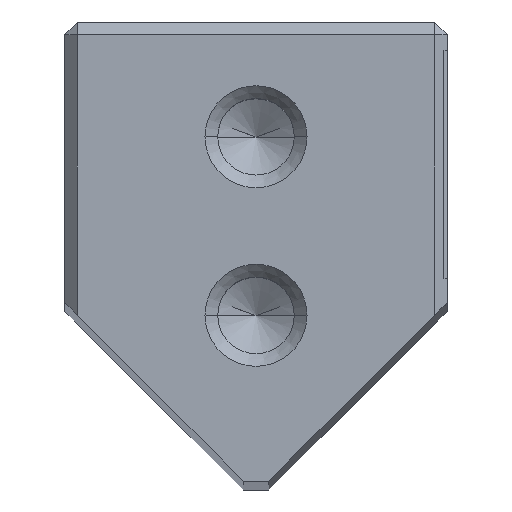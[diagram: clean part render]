
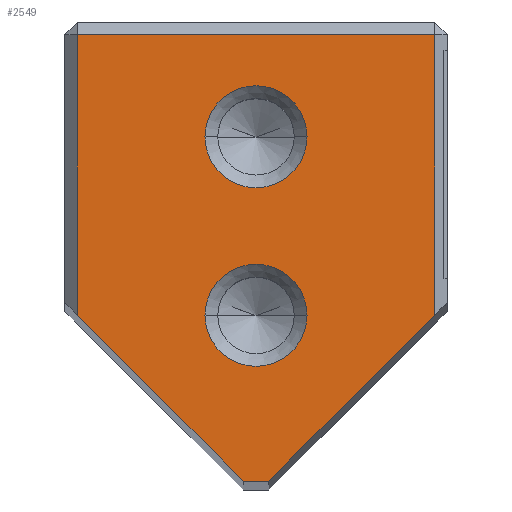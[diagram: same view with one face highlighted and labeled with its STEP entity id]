
A CAD part, top view. The second image highlights one B-rep face of the part: STEP entity #2549.
In plain terms, the highlighted planar face has unit normal (0, 0, 1).
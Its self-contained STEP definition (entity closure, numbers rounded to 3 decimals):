
#2549=ADVANCED_FACE('',(#3413,#3414,#3415),#2886,.T.);
#2886=PLANE('',#8882);
#3121=CIRCLE('',#8793,2.);
#3123=CIRCLE('',#8796,2.);
#3176=CIRCLE('',#8880,2.);
#3177=CIRCLE('',#8881,2.);
#3413=FACE_BOUND('',#3509,.T.);
#3414=FACE_BOUND('',#3510,.T.);
#3415=FACE_BOUND('',#3511,.T.);
#3509=EDGE_LOOP('',(#4301,#4302));
#3510=EDGE_LOOP('',(#4303,#4304));
#3511=EDGE_LOOP('',(#4305,#4306,#4307,#4308,#4309,#4310));
#4301=ORIENTED_EDGE('',*,*,#6691,.T.);
#4302=ORIENTED_EDGE('',*,*,#6812,.T.);
#4303=ORIENTED_EDGE('',*,*,#6687,.T.);
#4304=ORIENTED_EDGE('',*,*,#6813,.T.);
#4305=ORIENTED_EDGE('',*,*,#6793,.T.);
#4306=ORIENTED_EDGE('',*,*,#6814,.T.);
#4307=ORIENTED_EDGE('',*,*,#6815,.T.);
#4308=ORIENTED_EDGE('',*,*,#6816,.T.);
#4309=ORIENTED_EDGE('',*,*,#6799,.T.);
#4310=ORIENTED_EDGE('',*,*,#6795,.T.);
#6047=VERTEX_POINT('',#11346);
#6048=VERTEX_POINT('',#11348);
#6051=VERTEX_POINT('',#11355);
#6052=VERTEX_POINT('',#11357);
#6121=VERTEX_POINT('',#11565);
#6122=VERTEX_POINT('',#11567);
#6123=VERTEX_POINT('',#11571);
#6126=VERTEX_POINT('',#11579);
#6133=VERTEX_POINT('',#11604);
#6134=VERTEX_POINT('',#11606);
#6687=EDGE_CURVE('',#6048,#6047,#3121,.T.);
#6691=EDGE_CURVE('',#6052,#6051,#3123,.T.);
#6793=EDGE_CURVE('',#6122,#6121,#7609,.T.);
#6795=EDGE_CURVE('',#6123,#6122,#7611,.T.);
#6799=EDGE_CURVE('',#6126,#6123,#7615,.T.);
#6812=EDGE_CURVE('',#6051,#6052,#3176,.T.);
#6813=EDGE_CURVE('',#6047,#6048,#3177,.T.);
#6814=EDGE_CURVE('',#6121,#6133,#7624,.T.);
#6815=EDGE_CURVE('',#6133,#6134,#7625,.T.);
#6816=EDGE_CURVE('',#6134,#6126,#7626,.T.);
#7609=LINE('',#11566,#8299);
#7611=LINE('',#11570,#8301);
#7615=LINE('',#11578,#8305);
#7624=LINE('',#11603,#8314);
#7625=LINE('',#11605,#8315);
#7626=LINE('',#11607,#8316);
#8299=VECTOR('',#9571,1.);
#8301=VECTOR('',#9575,1.);
#8305=VECTOR('',#9581,1.);
#8314=VECTOR('',#9608,1.);
#8315=VECTOR('',#9609,1.);
#8316=VECTOR('',#9610,1.);
#8793=AXIS2_PLACEMENT_3D('',#11347,#9364,#9365);
#8796=AXIS2_PLACEMENT_3D('',#11356,#9372,#9373);
#8880=AXIS2_PLACEMENT_3D('',#11601,#9604,#9605);
#8881=AXIS2_PLACEMENT_3D('',#11602,#9606,#9607);
#8882=AXIS2_PLACEMENT_3D('',#11608,#9611,#9612);
#9364=DIRECTION('',(0.,0.,-1.));
#9365=DIRECTION('',(1.,0.,0.));
#9372=DIRECTION('',(0.,0.,-1.));
#9373=DIRECTION('',(1.,0.,0.));
#9571=DIRECTION('',(0.707,0.707,0.));
#9575=DIRECTION('',(1.,0.,0.));
#9581=DIRECTION('',(0.707,-0.707,0.));
#9604=DIRECTION('',(0.,0.,-1.));
#9605=DIRECTION('',(1.,0.,0.));
#9606=DIRECTION('',(0.,0.,-1.));
#9607=DIRECTION('',(1.,0.,0.));
#9608=DIRECTION('',(0.,1.,0.));
#9609=DIRECTION('',(-1.,0.,0.));
#9610=DIRECTION('',(0.,-1.,0.));
#9611=DIRECTION('',(0.,0.,1.));
#9612=DIRECTION('',(1.,0.,0.));
#11346=CARTESIAN_POINT('',(-2.,26.5,0.));
#11347=CARTESIAN_POINT('',(0.,26.5,0.));
#11348=CARTESIAN_POINT('',(2.,26.5,0.));
#11355=CARTESIAN_POINT('',(-2.,19.5,0.));
#11356=CARTESIAN_POINT('',(0.,19.5,0.));
#11357=CARTESIAN_POINT('',(2.,19.5,0.));
#11565=CARTESIAN_POINT('',(7.,19.5,0.));
#11566=CARTESIAN_POINT('',(0.5,13.,0.));
#11567=CARTESIAN_POINT('',(0.5,13.,0.));
#11570=CARTESIAN_POINT('',(-0.5,13.,0.));
#11571=CARTESIAN_POINT('',(-0.5,13.,0.));
#11578=CARTESIAN_POINT('',(-0.5,13.,0.));
#11579=CARTESIAN_POINT('',(-7.,19.5,0.));
#11601=CARTESIAN_POINT('',(0.,19.5,0.));
#11602=CARTESIAN_POINT('',(0.,26.5,0.));
#11603=CARTESIAN_POINT('',(7.,12.5,0.));
#11604=CARTESIAN_POINT('',(7.,30.5,0.));
#11605=CARTESIAN_POINT('',(0.,30.5,0.));
#11606=CARTESIAN_POINT('',(-7.,30.5,0.));
#11607=CARTESIAN_POINT('',(-7.,12.5,0.));
#11608=CARTESIAN_POINT('',(0.,12.5,0.));
